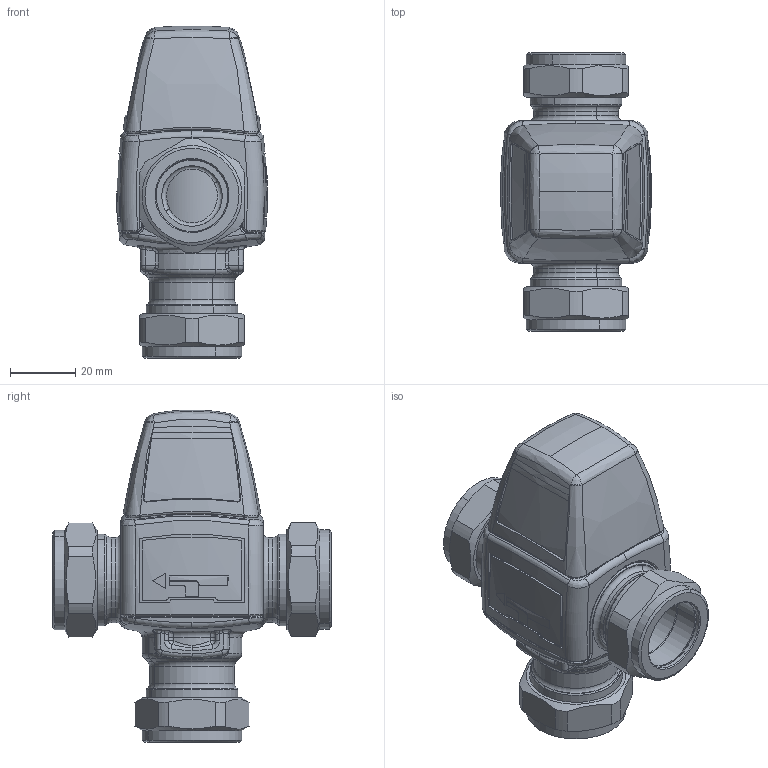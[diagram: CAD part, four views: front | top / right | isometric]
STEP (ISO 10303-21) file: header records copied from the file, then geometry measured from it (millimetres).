
FILE_DESCRIPTION(('CATIA V5 STEP Exchange'),'2;1');
FILE_NAME('VTA323 CPF22.stp','2009-09-16T07:59:55+00:00',('none'),('none'),'CATIA Version 5 Release 16 (IN-10)','CATIA V5 STEP AP214','none');
FILE_SCHEMA(('AUTOMOTIVE_DESIGN { 1 0 10303 214 1 1 1 1 }'));
Length unit declared in the file: millimetre
Products named in the file (10): VTA CPF22; Valve; Valve cover; Label 1; Label 2; Operation wheel; Topp cover; Plug; Nut; Ring
Assembly tree (13 placements, depth 2):
  VTA CPF22
    Valve
    Valve cover
    Label 1
    Label 2
    Operation wheel
    Topp cover
    Plug
    Nut  x3
    Ring  x3
Bounding box: 46.1 x 85 x 101.45 mm (x, y, z)
Volume: 100377.5 mm3; surface area: 62046.7 mm2
Topology: 13 solids, 13 shells, 1897 faces, 5152 edges, 3382 vertices
Faces by surface type: plane 636, bspline 308, torus 292, cylinder 260, cone 173, revolution 160, sphere 68
Entity records: 78691 total; most frequent: CARTESIAN_POINT 39341, ORIENTED_EDGE 9888, EDGE_CURVE 4944, DIRECTION 4191, VERTEX_POINT 3262, B_SPLINE_CURVE_WITH_KNOTS 2897, AXIS2_PLACEMENT_3D 2270, EDGE_LOOP 1936
